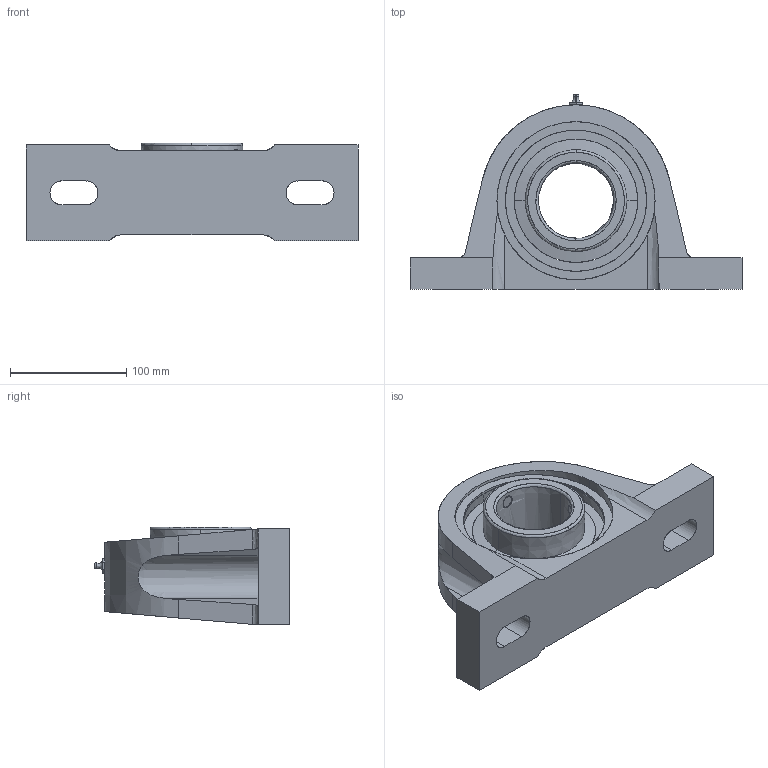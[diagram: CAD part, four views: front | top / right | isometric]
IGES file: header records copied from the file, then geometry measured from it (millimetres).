
Start section: SolidWorks IGES file using analytic representation for surfaces
Global section: file name: MPDEFAU02201612391662.igs; native system: SolidWorks 2008; preprocessor: SolidWorks 2008; author: partstream; date: 080220.161236; units: millimetre
Bounding box: 285.75 x 167.59 x 84.14 mm (x, y, z)
Surface area: 153942.2 mm2 (no closed solid volume)
Topology: 0 solids, 0 shells, 112 faces, 2533 edges, 2540 vertices
Faces by surface type: bspline 63, revolution 49
